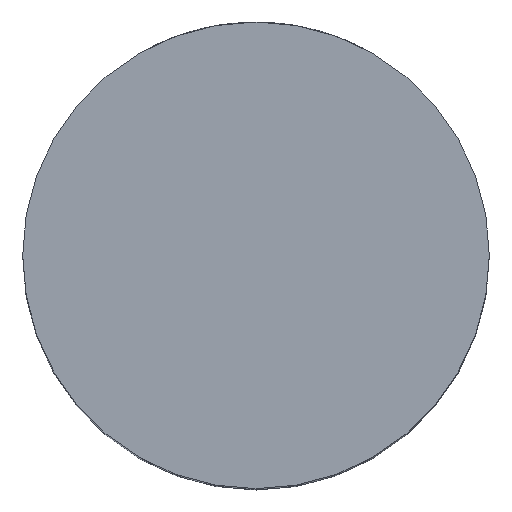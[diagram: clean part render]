
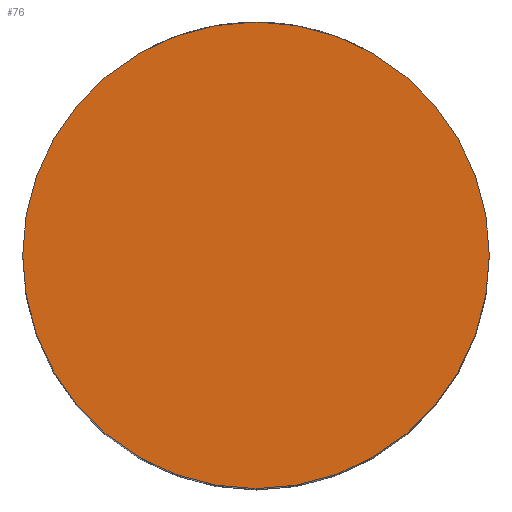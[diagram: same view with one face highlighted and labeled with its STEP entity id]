
A CAD part, top view. The second image highlights one B-rep face of the part: STEP entity #76.
In plain terms, the highlighted planar face has unit normal (0, 0, 1).
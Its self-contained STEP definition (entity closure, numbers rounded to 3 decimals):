
#76=ADVANCED_FACE('',(#161),#163,.T.);
#161=FACE_BOUND('',#162,.T.);
#162=EDGE_LOOP('',(#226));
#163=PLANE('',#164);
#164=AXIS2_PLACEMENT_3D('',#165,#166,#167);
#165=CARTESIAN_POINT('',(0.,0.,105.));
#166=DIRECTION('',(0.,0.,1.));
#167=DIRECTION('',(-1.,0.,0.));
#226=ORIENTED_EDGE('',*,*,#238,.F.);
#238=EDGE_CURVE('',#247,#247,#248,.T.);
#247=VERTEX_POINT('',#265);
#248=CIRCLE('',#266,26.);
#265=CARTESIAN_POINT('',(-26.,0.,105.));
#266=AXIS2_PLACEMENT_3D('',#267,#268,#269);
#267=CARTESIAN_POINT('',(0.,0.,105.));
#268=DIRECTION('',(-0.,-0.,-1.));
#269=DIRECTION('',(-1.,0.,0.));
